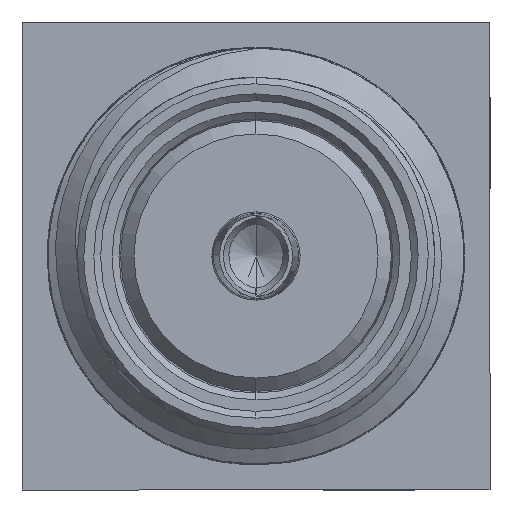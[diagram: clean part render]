
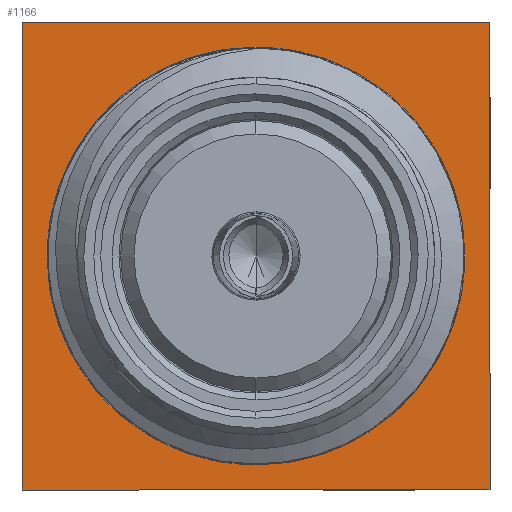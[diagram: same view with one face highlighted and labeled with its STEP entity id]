
A CAD part, left-side view. The second image highlights one B-rep face of the part: STEP entity #1166.
In plain terms, the highlighted planar face has unit normal (-1, 0, 0).
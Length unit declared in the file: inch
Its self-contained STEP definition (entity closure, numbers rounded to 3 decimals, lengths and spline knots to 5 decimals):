
#340 = CARTESIAN_POINT ( 'NONE',  ( 0.30906, -0.09838, -0.07561 ) ) ;
#373 = CARTESIAN_POINT ( 'NONE',  ( 0.30906, 0.1378, 0.1378 ) ) ;
#380 = CARTESIAN_POINT ( 'NONE',  ( 0.30906, -0.12303, 0. ) ) ;
#461 = CARTESIAN_POINT ( 'NONE',  ( 0.30906, 0.06196, -0.1075 ) ) ;
#615 = CARTESIAN_POINT ( 'NONE',  ( 0.30906, -0.0161, 0.12303 ) ) ;
#744 = LINE ( 'NONE', #5361, #6002 ) ;
#905 = DIRECTION ( 'NONE',  ( 0., -1., 0. ) ) ;
#926 = CARTESIAN_POINT ( 'NONE',  ( 0.30906, 0., 0.12303 ) ) ;
#1166 = ADVANCED_FACE ( 'NONE', ( #6715, #1441 ), #6757, .T. ) ;
#1278 = VERTEX_POINT ( 'NONE', #380 ) ;
#1441 = FACE_OUTER_BOUND ( 'NONE', #4859, .T. ) ;
#1457 = B_SPLINE_CURVE_WITH_KNOTS ( 'NONE', 3,
 ( #1860, #5085, #3187, #2548, #4480, #340, #2311, #6166, #5760, #3140 ),
 .UNSPECIFIED., .F., .F.,
 ( 4, 2, 2, 2, 4 ),
 ( 0.5, 0.625, 0.75, 0.875, 1. ),
 .UNSPECIFIED. ) ;
#1607 = CARTESIAN_POINT ( 'NONE',  ( 0.30906, 0.1075, 0.06196 ) ) ;
#1665 = CARTESIAN_POINT ( 'NONE',  ( 0.30906, 0.1378, 0. ) ) ;
#1726 = VERTEX_POINT ( 'NONE', #4590 ) ;
#1790 = CARTESIAN_POINT ( 'NONE',  ( 0.30906, 0.0161, -0.12303 ) ) ;
#1860 = CARTESIAN_POINT ( 'NONE',  ( 0.30906, 0., -0.12303 ) ) ;
#1886 = ORIENTED_EDGE ( 'NONE', *, *, #8080, .T. ) ;
#1998 = CARTESIAN_POINT ( 'NONE',  ( 0.30906, -0.1378, 0. ) ) ;
#2133 = EDGE_CURVE ( 'NONE', #4643, #6326, #5279, .T. ) ;
#2167 = B_SPLINE_CURVE_WITH_KNOTS ( 'NONE', 3,
 ( #7191, #2533, #2616, #4551, #5112, #5072, #5201, #6338, #615, #3796 ),
 .UNSPECIFIED., .F., .F.,
 ( 4, 2, 2, 2, 4 ),
 ( 0., 0.125, 0.25, 0.375, 0.5 ),
 .UNSPECIFIED. ) ;
#2311 = CARTESIAN_POINT ( 'NONE',  ( 0.30906, -0.1075, -0.06196 ) ) ;
#2354 = DIRECTION ( 'NONE',  ( 0., 0., -1. ) ) ;
#2482 = EDGE_LOOP ( 'NONE', ( #4423, #6887, #7776, #3204 ) ) ;
#2533 = CARTESIAN_POINT ( 'NONE',  ( 0.30906, -0.12303, 0.0161 ) ) ;
#2548 = CARTESIAN_POINT ( 'NONE',  ( 0.30906, -0.06196, -0.1075 ) ) ;
#2616 = CARTESIAN_POINT ( 'NONE',  ( 0.30906, -0.11983, 0.0322 ) ) ;
#2883 = CARTESIAN_POINT ( 'NONE',  ( 0.30906, 0.09838, 0.07561 ) ) ;
#2967 = VECTOR ( 'NONE', #3325, 39.37008 ) ;
#2994 = ORIENTED_EDGE ( 'NONE', *, *, #3208, .T. ) ;
#3140 = CARTESIAN_POINT ( 'NONE',  ( 0.30906, -0.12303, 0. ) ) ;
#3187 = CARTESIAN_POINT ( 'NONE',  ( 0.30906, -0.0322, -0.11983 ) ) ;
#3204 = ORIENTED_EDGE ( 'NONE', *, *, #8071, .F. ) ;
#3208 = EDGE_CURVE ( 'NONE', #4498, #6164, #744, .T. ) ;
#3325 = DIRECTION ( 'NONE',  ( 0., 0., 1. ) ) ;
#3385 = VECTOR ( 'NONE', #2354, 39.37008 ) ;
#3700 = CARTESIAN_POINT ( 'NONE',  ( 0.30906, 0.12303, -0.0161 ) ) ;
#3796 = CARTESIAN_POINT ( 'NONE',  ( 0.30906, 0., 0.12303 ) ) ;
#3968 = DIRECTION ( 'NONE',  ( 0., 1., 0. ) ) ;
#4103 = B_SPLINE_CURVE_WITH_KNOTS ( 'NONE', 3,
 ( #6365, #3700, #6280, #8201, #7565, #5607, #461, #5008, #1790, #4368 ),
 .UNSPECIFIED., .F., .F.,
 ( 4, 2, 2, 2, 4 ),
 ( 0., 0.125, 0.25, 0.375, 0.5 ),
 .UNSPECIFIED. ) ;
#4201 = EDGE_CURVE ( 'NONE', #1278, #7351, #2167, .T. ) ;
#4285 = CARTESIAN_POINT ( 'NONE',  ( 0.30906, -0.13819, -0.13819 ) ) ;
#4368 = CARTESIAN_POINT ( 'NONE',  ( 0.30906, 0., -0.12303 ) ) ;
#4423 = ORIENTED_EDGE ( 'NONE', *, *, #6572, .F. ) ;
#4480 = CARTESIAN_POINT ( 'NONE',  ( 0.30906, -0.07561, -0.09838 ) ) ;
#4498 = VERTEX_POINT ( 'NONE', #7236 ) ;
#4551 = CARTESIAN_POINT ( 'NONE',  ( 0.30906, -0.1075, 0.06196 ) ) ;
#4590 = CARTESIAN_POINT ( 'NONE',  ( 0.30906, 0., -0.12303 ) ) ;
#4643 = VERTEX_POINT ( 'NONE', #8006 ) ;
#4676 = CARTESIAN_POINT ( 'NONE',  ( 0.30906, 0., 0.12303 ) ) ;
#4706 = VERTEX_POINT ( 'NONE', #6694 ) ;
#4859 = EDGE_LOOP ( 'NONE', ( #7576, #2994, #1886, #8327 ) ) ;
#5008 = CARTESIAN_POINT ( 'NONE',  ( 0.30906, 0.0322, -0.11983 ) ) ;
#5072 = CARTESIAN_POINT ( 'NONE',  ( 0.30906, -0.07561, 0.09838 ) ) ;
#5085 = CARTESIAN_POINT ( 'NONE',  ( 0.30906, -0.0161, -0.12303 ) ) ;
#5112 = CARTESIAN_POINT ( 'NONE',  ( 0.30906, -0.09838, 0.07561 ) ) ;
#5201 = CARTESIAN_POINT ( 'NONE',  ( 0.30906, -0.06196, 0.1075 ) ) ;
#5279 = LINE ( 'NONE', #5401, #6557 ) ;
#5361 = CARTESIAN_POINT ( 'NONE',  ( 0.30906, 0., 0.1378 ) ) ;
#5401 = CARTESIAN_POINT ( 'NONE',  ( 0.30906, 0., -0.1378 ) ) ;
#5417 = CARTESIAN_POINT ( 'NONE',  ( 0.30906, -0.1378, -0.1378 ) ) ;
#5460 = CARTESIAN_POINT ( 'NONE',  ( 0.30906, 0.11983, 0.0322 ) ) ;
#5607 = CARTESIAN_POINT ( 'NONE',  ( 0.30906, 0.07561, -0.09838 ) ) ;
#5682 = DIRECTION ( 'NONE',  ( -1., 0., 0. ) ) ;
#5760 = CARTESIAN_POINT ( 'NONE',  ( 0.30906, -0.12303, -0.0161 ) ) ;
#5876 = EDGE_CURVE ( 'NONE', #6326, #4498, #7208, .T. ) ;
#5909 = B_SPLINE_CURVE_WITH_KNOTS ( 'NONE', 3,
 ( #926, #7289, #6789, #7332, #6054, #2883, #1607, #5460, #7466, #6097 ),
 .UNSPECIFIED., .F., .F.,
 ( 4, 2, 2, 2, 4 ),
 ( 0.5, 0.625, 0.75, 0.875, 1. ),
 .UNSPECIFIED. ) ;
#6002 = VECTOR ( 'NONE', #3968, 39.37008 ) ;
#6054 = CARTESIAN_POINT ( 'NONE',  ( 0.30906, 0.07561, 0.09838 ) ) ;
#6097 = CARTESIAN_POINT ( 'NONE',  ( 0.30906, 0.12303, 0. ) ) ;
#6164 = VERTEX_POINT ( 'NONE', #373 ) ;
#6166 = CARTESIAN_POINT ( 'NONE',  ( 0.30906, -0.11983, -0.0322 ) ) ;
#6275 = DIRECTION ( 'NONE',  ( 0., 0., 1. ) ) ;
#6280 = CARTESIAN_POINT ( 'NONE',  ( 0.30906, 0.11983, -0.0322 ) ) ;
#6326 = VERTEX_POINT ( 'NONE', #5417 ) ;
#6338 = CARTESIAN_POINT ( 'NONE',  ( 0.30906, -0.0322, 0.11983 ) ) ;
#6365 = CARTESIAN_POINT ( 'NONE',  ( 0.30906, 0.12303, 0. ) ) ;
#6557 = VECTOR ( 'NONE', #905, 39.37008 ) ;
#6572 = EDGE_CURVE ( 'NONE', #4706, #1726, #4103, .T. ) ;
#6694 = CARTESIAN_POINT ( 'NONE',  ( 0.30906, 0.12303, 0. ) ) ;
#6715 = FACE_BOUND ( 'NONE', #2482, .T. ) ;
#6757 = PLANE ( 'NONE',  #8180 ) ;
#6789 = CARTESIAN_POINT ( 'NONE',  ( 0.30906, 0.0322, 0.11983 ) ) ;
#6887 = ORIENTED_EDGE ( 'NONE', *, *, #8290, .F. ) ;
#7191 = CARTESIAN_POINT ( 'NONE',  ( 0.30906, -0.12303, 0. ) ) ;
#7208 = LINE ( 'NONE', #1998, #2967 ) ;
#7236 = CARTESIAN_POINT ( 'NONE',  ( 0.30906, -0.1378, 0.1378 ) ) ;
#7289 = CARTESIAN_POINT ( 'NONE',  ( 0.30906, 0.0161, 0.12303 ) ) ;
#7332 = CARTESIAN_POINT ( 'NONE',  ( 0.30906, 0.06196, 0.1075 ) ) ;
#7351 = VERTEX_POINT ( 'NONE', #4676 ) ;
#7466 = CARTESIAN_POINT ( 'NONE',  ( 0.30906, 0.12303, 0.0161 ) ) ;
#7565 = CARTESIAN_POINT ( 'NONE',  ( 0.30906, 0.09838, -0.07561 ) ) ;
#7576 = ORIENTED_EDGE ( 'NONE', *, *, #5876, .T. ) ;
#7776 = ORIENTED_EDGE ( 'NONE', *, *, #4201, .F. ) ;
#8006 = CARTESIAN_POINT ( 'NONE',  ( 0.30906, 0.1378, -0.1378 ) ) ;
#8071 = EDGE_CURVE ( 'NONE', #1726, #1278, #1457, .T. ) ;
#8078 = LINE ( 'NONE', #1665, #3385 ) ;
#8080 = EDGE_CURVE ( 'NONE', #6164, #4643, #8078, .T. ) ;
#8180 = AXIS2_PLACEMENT_3D ( 'NONE', #4285, #5682, #6275 ) ;
#8201 = CARTESIAN_POINT ( 'NONE',  ( 0.30906, 0.1075, -0.06196 ) ) ;
#8290 = EDGE_CURVE ( 'NONE', #7351, #4706, #5909, .T. ) ;
#8327 = ORIENTED_EDGE ( 'NONE', *, *, #2133, .T. ) ;
